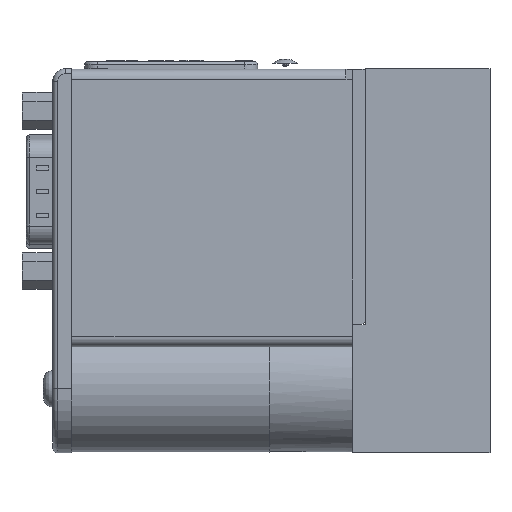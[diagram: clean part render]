
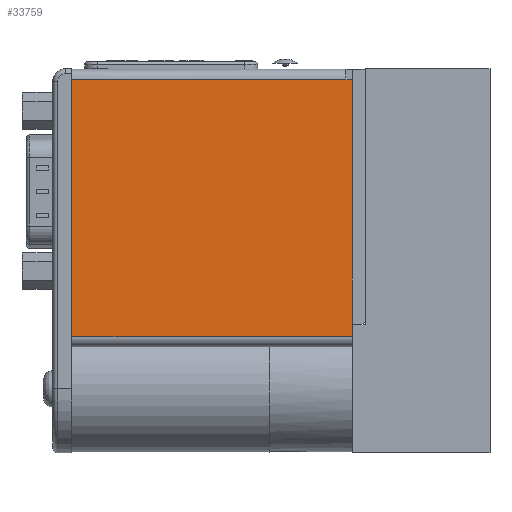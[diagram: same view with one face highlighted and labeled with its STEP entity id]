
A CAD part, left-side view. The second image highlights one B-rep face of the part: STEP entity #33759.
In plain terms, the highlighted planar face has unit normal (-1, 0, 0).
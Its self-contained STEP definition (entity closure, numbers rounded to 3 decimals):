
#3956=FACE_OUTER_BOUND('',#5621,.T.);
#5621=EDGE_LOOP('',(#25796,#25797,#25798,#25799,#25800,#25801,#25802,#25803,
#25804));
#7756=LINE('',#48117,#11405);
#7762=LINE('',#48131,#11411);
#7772=LINE('',#48152,#11421);
#7868=LINE('',#48371,#11517);
#7869=LINE('',#48373,#11518);
#7870=LINE('',#48375,#11519);
#7871=LINE('',#48377,#11520);
#7872=LINE('',#48379,#11521);
#7873=LINE('',#48380,#11522);
#11405=VECTOR('',#39970,10.);
#11411=VECTOR('',#39986,10.);
#11421=VECTOR('',#40000,10.);
#11517=VECTOR('',#40212,10.);
#11518=VECTOR('',#40213,10.);
#11519=VECTOR('',#40214,10.);
#11520=VECTOR('',#40215,10.);
#11521=VECTOR('',#40216,10.);
#11522=VECTOR('',#40217,10.);
#14999=VERTEX_POINT('',#48114);
#15000=VERTEX_POINT('',#48116);
#15003=VERTEX_POINT('',#48130);
#15011=VERTEX_POINT('',#48149);
#15012=VERTEX_POINT('',#48151);
#15078=VERTEX_POINT('',#48372);
#15079=VERTEX_POINT('',#48374);
#15080=VERTEX_POINT('',#48376);
#15081=VERTEX_POINT('',#48378);
#19320=EDGE_CURVE('',#14999,#15000,#7756,.T.);
#19328=EDGE_CURVE('',#15000,#15003,#7762,.T.);
#19338=EDGE_CURVE('',#15011,#15012,#7772,.T.);
#19453=EDGE_CURVE('',#15003,#15011,#7868,.T.);
#19454=EDGE_CURVE('',#15078,#14999,#7869,.T.);
#19455=EDGE_CURVE('',#15078,#15079,#7870,.T.);
#19456=EDGE_CURVE('',#15080,#15079,#7871,.T.);
#19457=EDGE_CURVE('',#15080,#15081,#7872,.T.);
#19458=EDGE_CURVE('',#15012,#15081,#7873,.T.);
#25796=ORIENTED_EDGE('',*,*,#19338,.F.);
#25797=ORIENTED_EDGE('',*,*,#19453,.F.);
#25798=ORIENTED_EDGE('',*,*,#19328,.F.);
#25799=ORIENTED_EDGE('',*,*,#19320,.F.);
#25800=ORIENTED_EDGE('',*,*,#19454,.F.);
#25801=ORIENTED_EDGE('',*,*,#19455,.T.);
#25802=ORIENTED_EDGE('',*,*,#19456,.F.);
#25803=ORIENTED_EDGE('',*,*,#19457,.T.);
#25804=ORIENTED_EDGE('',*,*,#19458,.F.);
#31809=PLANE('',#35853);
#33759=ADVANCED_FACE('',(#3956),#31809,.T.);
#35853=AXIS2_PLACEMENT_3D('',#48370,#40210,#40211);
#39970=DIRECTION('',(0.,0.,-1.));
#39986=DIRECTION('',(0.,-1.,0.));
#40000=DIRECTION('',(0.,1.,0.));
#40210=DIRECTION('center_axis',(-1.,0.,0.));
#40211=DIRECTION('ref_axis',(0.,-1.,0.));
#40212=DIRECTION('',(0.,0.,-1.));
#40213=DIRECTION('',(0.,-1.,0.));
#40214=DIRECTION('',(0.,1.,0.));
#40215=DIRECTION('',(0.,0.,1.));
#40216=DIRECTION('',(0.,-1.,0.));
#40217=DIRECTION('',(0.,0.,-1.));
#48114=CARTESIAN_POINT('',(-18.027,10.49,28.3));
#48116=CARTESIAN_POINT('',(-18.027,10.49,-9.9));
#48117=CARTESIAN_POINT('',(-18.027,10.49,9.152));
#48130=CARTESIAN_POINT('',(-18.027,10.49,-9.9));
#48131=CARTESIAN_POINT('',(-18.027,22.159,-9.9));
#48149=CARTESIAN_POINT('',(-18.027,10.49,-10.));
#48151=CARTESIAN_POINT('',(-18.027,10.49,-10.));
#48152=CARTESIAN_POINT('',(-18.027,21.659,-10.));
#48370=CARTESIAN_POINT('Origin',(-18.027,32.827,8.305));
#48371=CARTESIAN_POINT('',(-18.027,10.49,28.3));
#48372=CARTESIAN_POINT('',(-18.027,11.49,28.3));
#48373=CARTESIAN_POINT('',(-18.027,11.565,28.3));
#48374=CARTESIAN_POINT('',(-18.027,54.29,28.3));
#48375=CARTESIAN_POINT('',(-18.027,32.827,28.3));
#48376=CARTESIAN_POINT('',(-18.027,54.29,-11.892));
#48377=CARTESIAN_POINT('',(-18.027,54.29,4.152));
#48378=CARTESIAN_POINT('',(-18.027,10.49,-11.892));
#48379=CARTESIAN_POINT('',(-18.027,43.459,-11.892));
#48380=CARTESIAN_POINT('',(-18.027,10.49,-10.848));
